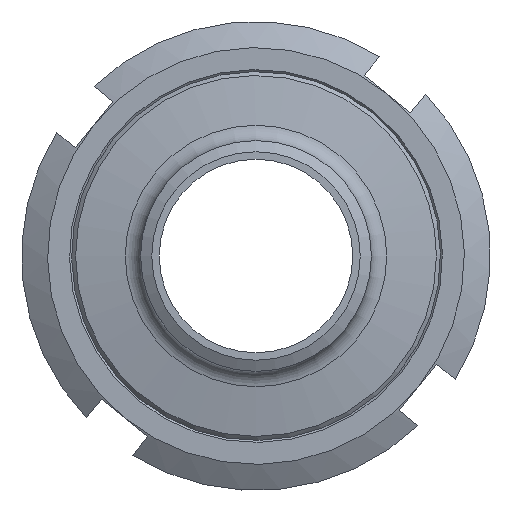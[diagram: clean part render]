
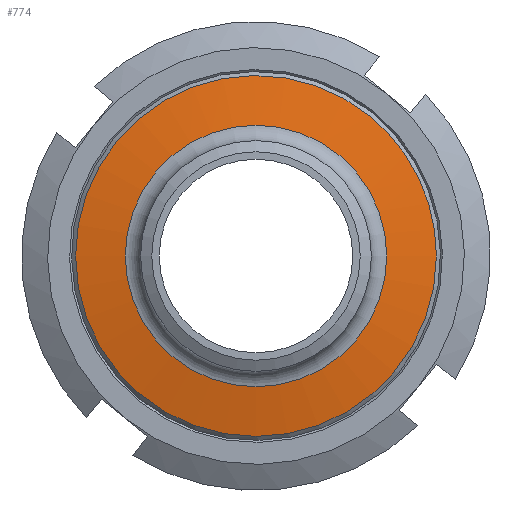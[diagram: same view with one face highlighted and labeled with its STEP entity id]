
A CAD part, left-side view. The second image highlights one B-rep face of the part: STEP entity #774.
In plain terms, the highlighted conical face has half-angle 80 degrees and reference radius 20.604 mm.
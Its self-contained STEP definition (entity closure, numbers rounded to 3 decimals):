
#119=FACE_BOUND('',#212,.T.);
#151=FACE_OUTER_BOUND('',#211,.T.);
#211=EDGE_LOOP('',(#512));
#212=EDGE_LOOP('',(#513));
#291=CIRCLE('',#831,24.241);
#296=CIRCLE('',#838,17.566);
#338=VERTEX_POINT('',#1159);
#343=VERTEX_POINT('',#1171);
#409=EDGE_CURVE('',#338,#338,#291,.T.);
#414=EDGE_CURVE('',#343,#343,#296,.T.);
#512=ORIENTED_EDGE('',*,*,#409,.T.);
#513=ORIENTED_EDGE('',*,*,#414,.F.);
#695=CONICAL_SURFACE('',#841,20.604,80.);
#774=ADVANCED_FACE('',(#151,#119),#695,.T.);
#831=AXIS2_PLACEMENT_3D('',#1160,#937,#938);
#838=AXIS2_PLACEMENT_3D('',#1172,#951,#952);
#841=AXIS2_PLACEMENT_3D('',#1176,#957,#958);
#937=DIRECTION('center_axis',(-1.,0.,0.));
#938=DIRECTION('ref_axis',(0.,1.,0.));
#951=DIRECTION('center_axis',(-1.,0.,0.));
#952=DIRECTION('ref_axis',(0.,-1.,0.));
#957=DIRECTION('center_axis',(1.,0.,0.));
#958=DIRECTION('ref_axis',(0.,1.,0.));
#1159=CARTESIAN_POINT('',(-14.259,-24.241,0.));
#1160=CARTESIAN_POINT('Origin',(-14.259,0.,0.));
#1171=CARTESIAN_POINT('',(-15.436,17.566,0.));
#1172=CARTESIAN_POINT('Origin',(-15.436,0.,0.));
#1176=CARTESIAN_POINT('Origin',(-14.9,0.,0.));
